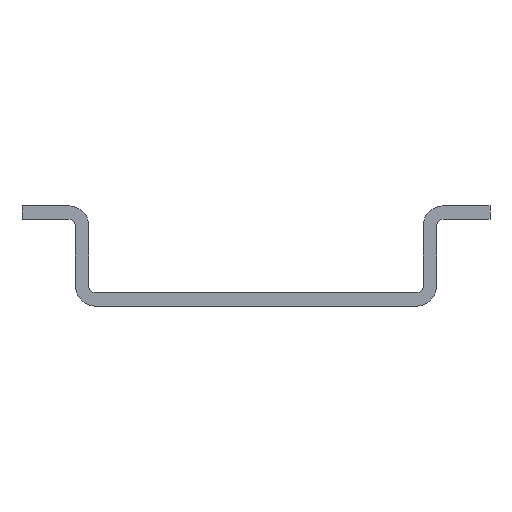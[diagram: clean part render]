
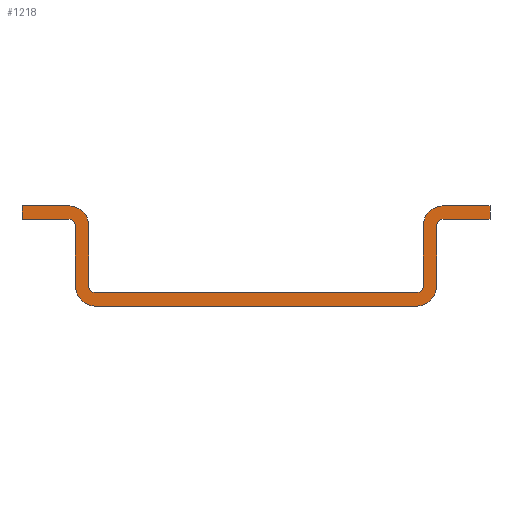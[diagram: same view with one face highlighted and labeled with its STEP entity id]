
A CAD part, front view. The second image highlights one B-rep face of the part: STEP entity #1218.
In plain terms, the highlighted planar face has unit normal (0, -1, 0).
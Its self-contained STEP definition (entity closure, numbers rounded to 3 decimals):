
#39=CIRCLE('',#1290,0.5);
#59=CIRCLE('',#1312,0.5);
#61=CIRCLE('',#1316,0.5);
#63=CIRCLE('',#1320,0.5);
#66=CIRCLE('',#1325,1.5);
#67=CIRCLE('',#1327,1.5);
#68=CIRCLE('',#1328,1.5);
#69=CIRCLE('',#1329,1.5);
#132=FACE_OUTER_BOUND('',#204,.T.);
#204=EDGE_LOOP('',(#903,#904,#905,#906,#907,#908,#909,#910,#911,#912,#913,
#914,#915,#916,#917,#918,#919,#920,#921,#922));
#273=LINE('',#1797,#397);
#295=LINE('',#1881,#419);
#300=LINE('',#1896,#424);
#305=LINE('',#1911,#429);
#310=LINE('',#1926,#434);
#311=LINE('',#1929,#435);
#312=LINE('',#1931,#436);
#313=LINE('',#1933,#437);
#314=LINE('',#1936,#438);
#315=LINE('',#1940,#439);
#316=LINE('',#1941,#440);
#317=LINE('',#1942,#441);
#397=VECTOR('',#1435,10.);
#419=VECTOR('',#1501,10.);
#424=VECTOR('',#1514,10.);
#429=VECTOR('',#1527,10.);
#434=VECTOR('',#1540,10.);
#435=VECTOR('',#1543,10.);
#436=VECTOR('',#1544,10.);
#437=VECTOR('',#1545,10.);
#438=VECTOR('',#1548,10.);
#439=VECTOR('',#1551,10.);
#440=VECTOR('',#1552,10.);
#441=VECTOR('',#1553,10.);
#519=VERTEX_POINT('',#1787);
#520=VERTEX_POINT('',#1788);
#523=VERTEX_POINT('',#1796);
#561=VERTEX_POINT('',#1874);
#563=VERTEX_POINT('',#1880);
#565=VERTEX_POINT('',#1886);
#566=VERTEX_POINT('',#1887);
#569=VERTEX_POINT('',#1895);
#571=VERTEX_POINT('',#1901);
#572=VERTEX_POINT('',#1902);
#575=VERTEX_POINT('',#1910);
#579=VERTEX_POINT('',#1919);
#580=VERTEX_POINT('',#1921);
#581=VERTEX_POINT('',#1925);
#582=VERTEX_POINT('',#1928);
#583=VERTEX_POINT('',#1930);
#584=VERTEX_POINT('',#1932);
#585=VERTEX_POINT('',#1935);
#586=VERTEX_POINT('',#1937);
#587=VERTEX_POINT('',#1939);
#643=EDGE_CURVE('',#519,#520,#39,.T.);
#647=EDGE_CURVE('',#523,#520,#273,.T.);
#686=EDGE_CURVE('',#523,#561,#59,.T.);
#689=EDGE_CURVE('',#561,#563,#295,.T.);
#692=EDGE_CURVE('',#565,#566,#61,.T.);
#696=EDGE_CURVE('',#566,#569,#300,.T.);
#699=EDGE_CURVE('',#571,#572,#63,.T.);
#703=EDGE_CURVE('',#575,#572,#305,.T.);
#708=EDGE_CURVE('',#579,#580,#66,.T.);
#710=EDGE_CURVE('',#581,#579,#310,.T.);
#711=EDGE_CURVE('',#569,#581,#67,.T.);
#712=EDGE_CURVE('',#582,#565,#311,.T.);
#713=EDGE_CURVE('',#583,#582,#312,.T.);
#714=EDGE_CURVE('',#584,#583,#313,.T.);
#715=EDGE_CURVE('',#563,#584,#68,.T.);
#716=EDGE_CURVE('',#519,#585,#314,.T.);
#717=EDGE_CURVE('',#586,#585,#69,.T.);
#718=EDGE_CURVE('',#586,#587,#315,.T.);
#719=EDGE_CURVE('',#587,#575,#316,.T.);
#720=EDGE_CURVE('',#571,#580,#317,.T.);
#903=ORIENTED_EDGE('',*,*,#708,.F.);
#904=ORIENTED_EDGE('',*,*,#710,.F.);
#905=ORIENTED_EDGE('',*,*,#711,.F.);
#906=ORIENTED_EDGE('',*,*,#696,.F.);
#907=ORIENTED_EDGE('',*,*,#692,.F.);
#908=ORIENTED_EDGE('',*,*,#712,.F.);
#909=ORIENTED_EDGE('',*,*,#713,.F.);
#910=ORIENTED_EDGE('',*,*,#714,.F.);
#911=ORIENTED_EDGE('',*,*,#715,.F.);
#912=ORIENTED_EDGE('',*,*,#689,.F.);
#913=ORIENTED_EDGE('',*,*,#686,.F.);
#914=ORIENTED_EDGE('',*,*,#647,.T.);
#915=ORIENTED_EDGE('',*,*,#643,.F.);
#916=ORIENTED_EDGE('',*,*,#716,.T.);
#917=ORIENTED_EDGE('',*,*,#717,.F.);
#918=ORIENTED_EDGE('',*,*,#718,.T.);
#919=ORIENTED_EDGE('',*,*,#719,.T.);
#920=ORIENTED_EDGE('',*,*,#703,.T.);
#921=ORIENTED_EDGE('',*,*,#699,.F.);
#922=ORIENTED_EDGE('',*,*,#720,.T.);
#1177=PLANE('',#1326);
#1218=ADVANCED_FACE('',(#132),#1177,.F.);
#1290=AXIS2_PLACEMENT_3D('',#1789,#1427,#1428);
#1312=AXIS2_PLACEMENT_3D('',#1875,#1494,#1495);
#1316=AXIS2_PLACEMENT_3D('',#1888,#1506,#1507);
#1320=AXIS2_PLACEMENT_3D('',#1903,#1519,#1520);
#1325=AXIS2_PLACEMENT_3D('',#1922,#1535,#1536);
#1326=AXIS2_PLACEMENT_3D('',#1924,#1538,#1539);
#1327=AXIS2_PLACEMENT_3D('',#1927,#1541,#1542);
#1328=AXIS2_PLACEMENT_3D('',#1934,#1546,#1547);
#1329=AXIS2_PLACEMENT_3D('',#1938,#1549,#1550);
#1427=DIRECTION('center_axis',(0.,-1.,0.));
#1428=DIRECTION('ref_axis',(-0.707,0.,-0.707));
#1435=DIRECTION('',(-1.,0.,0.));
#1494=DIRECTION('center_axis',(0.,-1.,0.));
#1495=DIRECTION('ref_axis',(0.707,0.,-0.707));
#1501=DIRECTION('',(0.,0.,1.));
#1506=DIRECTION('center_axis',(0.,-1.,0.));
#1507=DIRECTION('ref_axis',(-0.707,0.,0.707));
#1514=DIRECTION('',(0.,0.,-1.));
#1519=DIRECTION('center_axis',(0.,-1.,0.));
#1520=DIRECTION('ref_axis',(0.707,0.,0.707));
#1527=DIRECTION('',(1.,0.,0.));
#1535=DIRECTION('center_axis',(0.,1.,0.));
#1536=DIRECTION('ref_axis',(-0.707,0.,-0.707));
#1538=DIRECTION('center_axis',(0.,1.,0.));
#1539=DIRECTION('ref_axis',(1.,0.,0.));
#1540=DIRECTION('',(-1.,0.,0.));
#1541=DIRECTION('center_axis',(0.,1.,0.));
#1542=DIRECTION('ref_axis',(0.707,0.,-0.707));
#1543=DIRECTION('',(-1.,0.,0.));
#1544=DIRECTION('',(0.,0.,-1.));
#1545=DIRECTION('',(1.,0.,0.));
#1546=DIRECTION('center_axis',(0.,1.,0.));
#1547=DIRECTION('ref_axis',(-0.707,0.,0.707));
#1548=DIRECTION('',(0.,0.,1.));
#1549=DIRECTION('center_axis',(0.,1.,0.));
#1550=DIRECTION('ref_axis',(0.707,0.,0.707));
#1551=DIRECTION('',(-1.,0.,0.));
#1552=DIRECTION('',(0.,0.,-1.));
#1553=DIRECTION('',(0.,0.,-1.));
#1787=CARTESIAN_POINT('',(-12.5,0.,1.5));
#1788=CARTESIAN_POINT('',(-12.,0.,1.));
#1789=CARTESIAN_POINT('Origin',(-12.,0.,1.5));
#1796=CARTESIAN_POINT('',(12.,0.,1.));
#1797=CARTESIAN_POINT('',(13.5,0.,1.));
#1874=CARTESIAN_POINT('',(12.5,0.,1.5));
#1875=CARTESIAN_POINT('Origin',(12.,0.,1.5));
#1880=CARTESIAN_POINT('',(12.5,0.,6.));
#1881=CARTESIAN_POINT('',(12.5,0.,0.));
#1886=CARTESIAN_POINT('',(14.,0.,6.5));
#1887=CARTESIAN_POINT('',(13.5,0.,6.));
#1888=CARTESIAN_POINT('Origin',(14.,0.,6.));
#1895=CARTESIAN_POINT('',(13.5,0.,1.5));
#1896=CARTESIAN_POINT('',(13.5,0.,7.5));
#1901=CARTESIAN_POINT('',(-13.5,0.,6.));
#1902=CARTESIAN_POINT('',(-14.,0.,6.5));
#1903=CARTESIAN_POINT('Origin',(-14.,0.,6.));
#1910=CARTESIAN_POINT('',(-17.5,0.,6.5));
#1911=CARTESIAN_POINT('',(-17.5,0.,6.5));
#1919=CARTESIAN_POINT('',(-12.,0.,0.));
#1921=CARTESIAN_POINT('',(-13.5,0.,1.5));
#1922=CARTESIAN_POINT('Origin',(-12.,0.,1.5));
#1924=CARTESIAN_POINT('Origin',(0.,0.,3.75));
#1925=CARTESIAN_POINT('',(12.,0.,0.));
#1926=CARTESIAN_POINT('',(13.5,0.,0.));
#1927=CARTESIAN_POINT('Origin',(12.,0.,1.5));
#1928=CARTESIAN_POINT('',(17.5,0.,6.5));
#1929=CARTESIAN_POINT('',(17.5,0.,6.5));
#1930=CARTESIAN_POINT('',(17.5,0.,7.5));
#1931=CARTESIAN_POINT('',(17.5,0.,7.5));
#1932=CARTESIAN_POINT('',(14.,0.,7.5));
#1933=CARTESIAN_POINT('',(12.5,0.,7.5));
#1934=CARTESIAN_POINT('Origin',(14.,0.,6.));
#1935=CARTESIAN_POINT('',(-12.5,0.,6.));
#1936=CARTESIAN_POINT('',(-12.5,0.,6.5));
#1937=CARTESIAN_POINT('',(-14.,0.,7.5));
#1938=CARTESIAN_POINT('Origin',(-14.,0.,6.));
#1939=CARTESIAN_POINT('',(-17.5,0.,7.5));
#1940=CARTESIAN_POINT('',(-12.5,0.,7.5));
#1941=CARTESIAN_POINT('',(-17.5,0.,7.5));
#1942=CARTESIAN_POINT('',(-13.5,0.,7.5));
